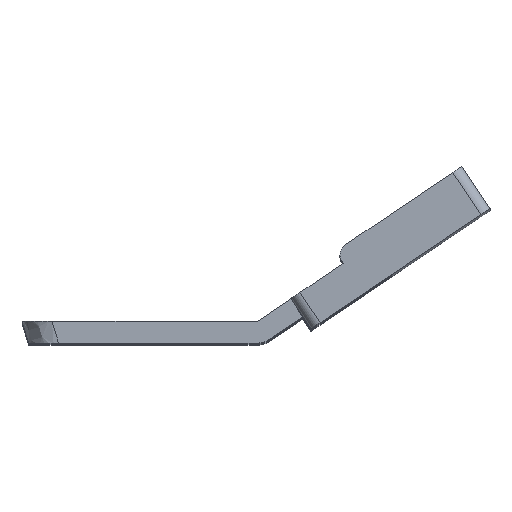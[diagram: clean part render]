
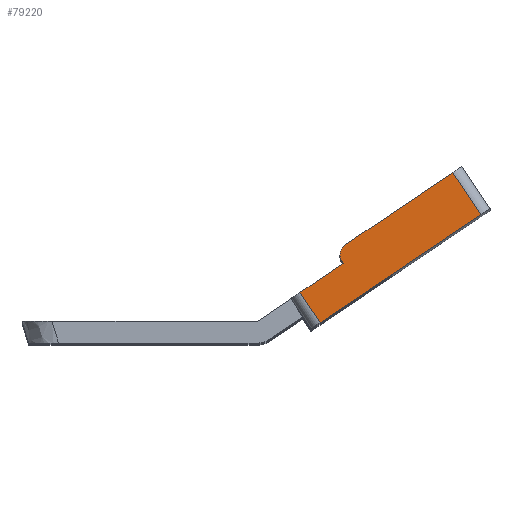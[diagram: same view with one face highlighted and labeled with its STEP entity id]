
A CAD part, top view. The second image highlights one B-rep face of the part: STEP entity #79220.
In plain terms, the highlighted face is planar.
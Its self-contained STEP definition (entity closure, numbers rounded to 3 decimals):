
#15070=CARTESIAN_POINT('',(7.219,88.809,0.));
#15080=VERTEX_POINT('',#15070);
#19630=CARTESIAN_POINT('',(7.219,97.609,0.));
#19640=VERTEX_POINT('',#19630);
#19670=CARTESIAN_POINT('',(7.219,0.,0.));
#19680=DIRECTION('',(0.,-1.,0.));
#19690=VECTOR('',#19680,1.);
#19700=LINE('',#19670,#19690);
#19710=EDGE_CURVE('',#19640,#15080,#19700,.T.);
#78480=CARTESIAN_POINT('',(7.219,94.709,
2.3));
#78490=VERTEX_POINT('',#78480);
#78520=CARTESIAN_POINT('',(7.219,94.709,
1.8));
#78530=DIRECTION('',(-1.,0.,0.));
#78540=DIRECTION('',(0.,1.,0.));
#78550=AXIS2_PLACEMENT_3D('',#78520,#78530,#78540);
#78560=CIRCLE('',#78550,0.5);
#78570=CARTESIAN_POINT('',(7.219,95.209,
1.8));
#78580=VERTEX_POINT('',#78570);
#78590=EDGE_CURVE('',#78490,#78580,#78560,.T.);
#78770=CARTESIAN_POINT('',(7.219,88.809,0.));
#78780=DIRECTION('',(-1.,0.,0.));
#78790=DIRECTION('',(0.,1.,0.));
#78800=AXIS2_PLACEMENT_3D('',#78770,#78780,#78790);
#78810=PLANE('',#78800);
#78820=ORIENTED_EDGE('',*,*,#19710,.T.);
#78830=CARTESIAN_POINT('',(7.219,97.609,0.));
#78840=DIRECTION('',(0.,0.,-1.));
#78850=VECTOR('',#78840,1.);
#78860=LINE('',#78830,#78850);
#78870=CARTESIAN_POINT('',(7.219,97.609,
1.65));
#78880=VERTEX_POINT('',#78870);
#78890=EDGE_CURVE('',#78880,#19640,#78860,.T.);
#78900=ORIENTED_EDGE('',*,*,#78890,.T.);
#78910=CARTESIAN_POINT('',(7.219,0.,1.65));
#78920=DIRECTION('',(0.,-1.,0.));
#78930=VECTOR('',#78920,1.);
#78940=LINE('',#78910,#78930);
#78950=CARTESIAN_POINT('',(7.219,95.209,
1.65));
#78960=VERTEX_POINT('',#78950);
#78970=EDGE_CURVE('',#78880,#78960,#78940,.T.);
#78980=ORIENTED_EDGE('',*,*,#78970,.F.);
#78990=CARTESIAN_POINT('',(7.219,95.209,0.));
#79000=DIRECTION('',(0.,0.,1.));
#79010=VECTOR('',#79000,1.);
#79020=LINE('',#78990,#79010);
#79030=EDGE_CURVE('',#78960,#78580,#79020,.T.);
#79040=ORIENTED_EDGE('',*,*,#79030,.F.);
#79050=ORIENTED_EDGE('',*,*,#78590,.T.);
#79060=CARTESIAN_POINT('',(7.219,0.,2.3));
#79070=DIRECTION('',(0.,-1.,0.));
#79080=VECTOR('',#79070,1.);
#79090=LINE('',#79060,#79080);
#79100=CARTESIAN_POINT('',(7.219,88.809,
2.3));
#79110=VERTEX_POINT('',#79100);
#79120=EDGE_CURVE('',#78490,#79110,#79090,.T.);
#79130=ORIENTED_EDGE('',*,*,#79120,.F.);
#79140=CARTESIAN_POINT('',(7.219,88.809,0.));
#79150=DIRECTION('',(0.,0.,-1.));
#79160=VECTOR('',#79150,1.);
#79170=LINE('',#79140,#79160);
#79180=EDGE_CURVE('',#79110,#15080,#79170,.T.);
#79190=ORIENTED_EDGE('',*,*,#79180,.F.);
#79200=EDGE_LOOP('',(#79190,#79130,#79050,#79040,#78980,#78900,#78820));
#79210=FACE_OUTER_BOUND('',#79200,.T.);
#79220=ADVANCED_FACE('',(#79210),#78810,.T.);
